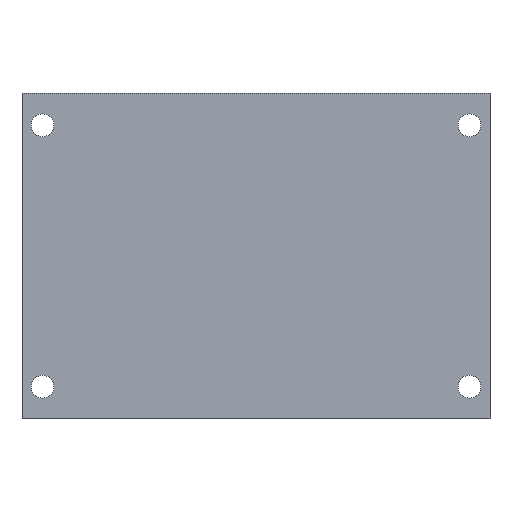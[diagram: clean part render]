
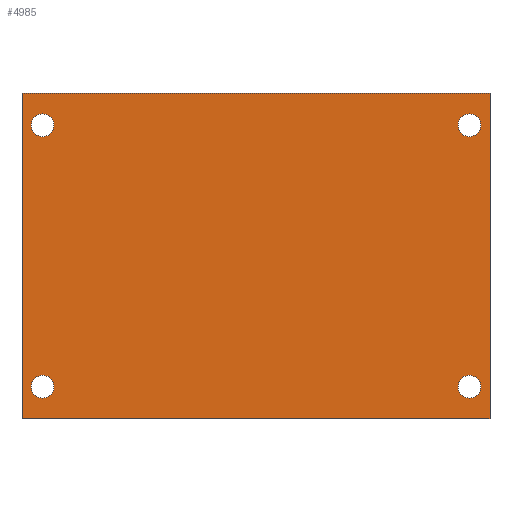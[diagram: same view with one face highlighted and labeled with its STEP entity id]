
A CAD part, front view. The second image highlights one B-rep face of the part: STEP entity #4985.
In plain terms, the highlighted planar face has unit normal (0, -1, 0).
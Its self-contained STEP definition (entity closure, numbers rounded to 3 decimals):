
#16=CIRCLE('',#5108,2.8);
#18=CIRCLE('',#5111,2.8);
#20=CIRCLE('',#5114,2.8);
#22=CIRCLE('',#5117,2.8);
#49=FACE_BOUND('',#717,.T.);
#50=FACE_BOUND('',#718,.T.);
#51=FACE_BOUND('',#719,.T.);
#52=FACE_BOUND('',#720,.T.);
#164=PLANE('',#5123);
#429=FACE_OUTER_BOUND('',#716,.T.);
#716=EDGE_LOOP('',(#4564,#4565,#4566,#4567));
#717=EDGE_LOOP('',(#4568));
#718=EDGE_LOOP('',(#4569));
#719=EDGE_LOOP('',(#4570));
#720=EDGE_LOOP('',(#4571));
#1138=LINE('',#9804,#1567);
#1142=LINE('',#9812,#1571);
#1145=LINE('',#9818,#1574);
#1148=LINE('',#9823,#1577);
#1567=VECTOR('',#5781,10.);
#1571=VECTOR('',#5787,10.);
#1574=VECTOR('',#5792,10.);
#1577=VECTOR('',#5797,10.);
#2352=VERTEX_POINT('',#9780);
#2354=VERTEX_POINT('',#9786);
#2356=VERTEX_POINT('',#9792);
#2358=VERTEX_POINT('',#9798);
#2359=VERTEX_POINT('',#9802);
#2360=VERTEX_POINT('',#9803);
#2363=VERTEX_POINT('',#9811);
#2365=VERTEX_POINT('',#9817);
#3080=EDGE_CURVE('',#2352,#2352,#16,.T.);
#3083=EDGE_CURVE('',#2354,#2354,#18,.T.);
#3086=EDGE_CURVE('',#2356,#2356,#20,.T.);
#3089=EDGE_CURVE('',#2358,#2358,#22,.T.);
#3090=EDGE_CURVE('',#2359,#2360,#1138,.T.);
#3094=EDGE_CURVE('',#2363,#2359,#1142,.T.);
#3097=EDGE_CURVE('',#2365,#2363,#1145,.T.);
#3100=EDGE_CURVE('',#2360,#2365,#1148,.T.);
#4564=ORIENTED_EDGE('',*,*,#3100,.F.);
#4565=ORIENTED_EDGE('',*,*,#3090,.F.);
#4566=ORIENTED_EDGE('',*,*,#3094,.F.);
#4567=ORIENTED_EDGE('',*,*,#3097,.F.);
#4568=ORIENTED_EDGE('',*,*,#3089,.F.);
#4569=ORIENTED_EDGE('',*,*,#3086,.F.);
#4570=ORIENTED_EDGE('',*,*,#3083,.F.);
#4571=ORIENTED_EDGE('',*,*,#3080,.F.);
#4985=ADVANCED_FACE('',(#429,#49,#50,#51,#52),#164,.F.);
#5108=AXIS2_PLACEMENT_3D('',#9782,#5756,#5757);
#5111=AXIS2_PLACEMENT_3D('',#9788,#5763,#5764);
#5114=AXIS2_PLACEMENT_3D('',#9794,#5770,#5771);
#5117=AXIS2_PLACEMENT_3D('',#9800,#5777,#5778);
#5123=AXIS2_PLACEMENT_3D('',#9826,#5801,#5802);
#5756=DIRECTION('center_axis',(0.,-1.,0.));
#5757=DIRECTION('ref_axis',(1.,0.,0.));
#5763=DIRECTION('center_axis',(0.,-1.,0.));
#5764=DIRECTION('ref_axis',(1.,0.,0.));
#5770=DIRECTION('center_axis',(0.,-1.,0.));
#5771=DIRECTION('ref_axis',(1.,0.,0.));
#5777=DIRECTION('center_axis',(0.,-1.,0.));
#5778=DIRECTION('ref_axis',(1.,0.,0.));
#5781=DIRECTION('',(1.,0.,0.));
#5787=DIRECTION('',(0.,0.,1.));
#5792=DIRECTION('',(-1.,0.,0.));
#5797=DIRECTION('',(0.,0.,-1.));
#5801=DIRECTION('center_axis',(0.,1.,0.));
#5802=DIRECTION('ref_axis',(1.,0.,0.));
#9780=CARTESIAN_POINT('',(102.077,0.,-64.237));
#9782=CARTESIAN_POINT('Origin',(104.877,0.,-64.237));
#9786=CARTESIAN_POINT('',(-2.8,0.,-64.237));
#9788=CARTESIAN_POINT('Origin',(0.,0.,-64.237));
#9792=CARTESIAN_POINT('',(-2.8,0.,0.));
#9794=CARTESIAN_POINT('Origin',(0.,0.,0.));
#9798=CARTESIAN_POINT('',(102.077,0.,0.));
#9800=CARTESIAN_POINT('Origin',(104.877,0.,0.));
#9802=CARTESIAN_POINT('',(-5.061,0.,7.881));
#9803=CARTESIAN_POINT('',(109.939,0.,7.881));
#9804=CARTESIAN_POINT('',(-5.061,0.,7.881));
#9811=CARTESIAN_POINT('',(-5.061,0.,-72.119));
#9812=CARTESIAN_POINT('',(-5.061,0.,-72.119));
#9817=CARTESIAN_POINT('',(109.939,0.,-72.119));
#9818=CARTESIAN_POINT('',(109.939,0.,-72.119));
#9823=CARTESIAN_POINT('',(109.939,0.,7.881));
#9826=CARTESIAN_POINT('Origin',(52.439,0.,-32.119));
